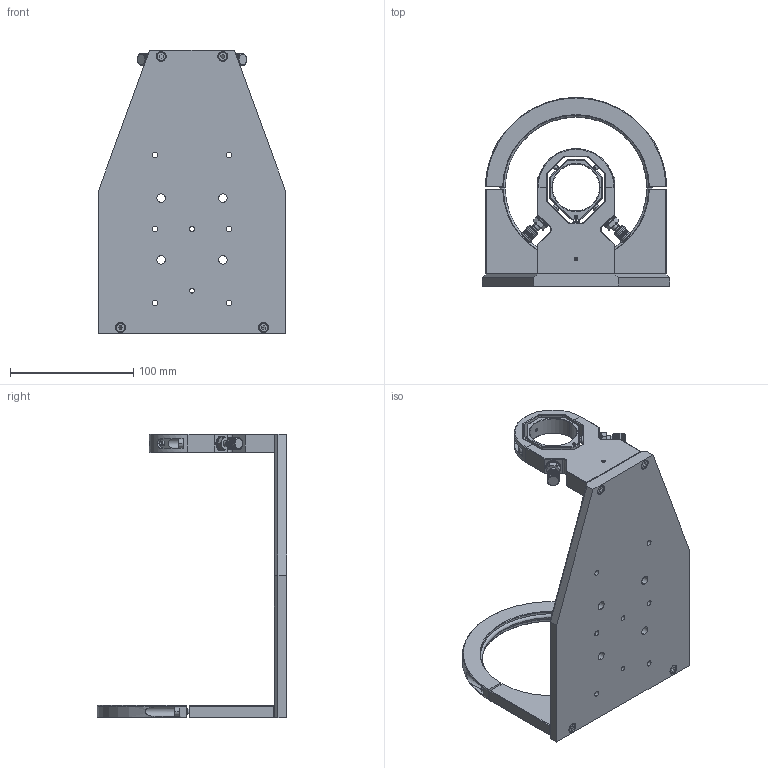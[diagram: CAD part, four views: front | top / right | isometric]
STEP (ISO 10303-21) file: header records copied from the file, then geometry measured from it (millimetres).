
FILE_DESCRIPTION (( 'STEP AP203' ), '1' );
FILE_NAME ('DP29508.step', '2022-01-05T09:43:44', ( '' ), ( '' ), 'SwSTEP 2.0', 'SolidWorks 2021', '' );
FILE_SCHEMA (( 'CONFIG_CONTROL_DESIGN' ));
Length unit declared in the file: millimetre
Products named in the file (1): DP29508
Bounding box: 152 x 153.5 x 230 mm (x, y, z)
Surface area: 121531.4 mm2 (no closed solid volume)
Topology: 0 solids, 66 shells, 710 faces, 2598 edges, 1871 vertices
Faces by surface type: plane 418, cylinder 160, cone 70, torus 48, sphere 8, bspline 6
Entity records: 31230 total; most frequent: CARTESIAN_POINT 10028, DIRECTION 4172, ORIENTED_EDGE 4094, EDGE_CURVE 2594, VERTEX_POINT 1871, AXIS2_PLACEMENT_3D 1451, VECTOR 1270, LINE 1270
